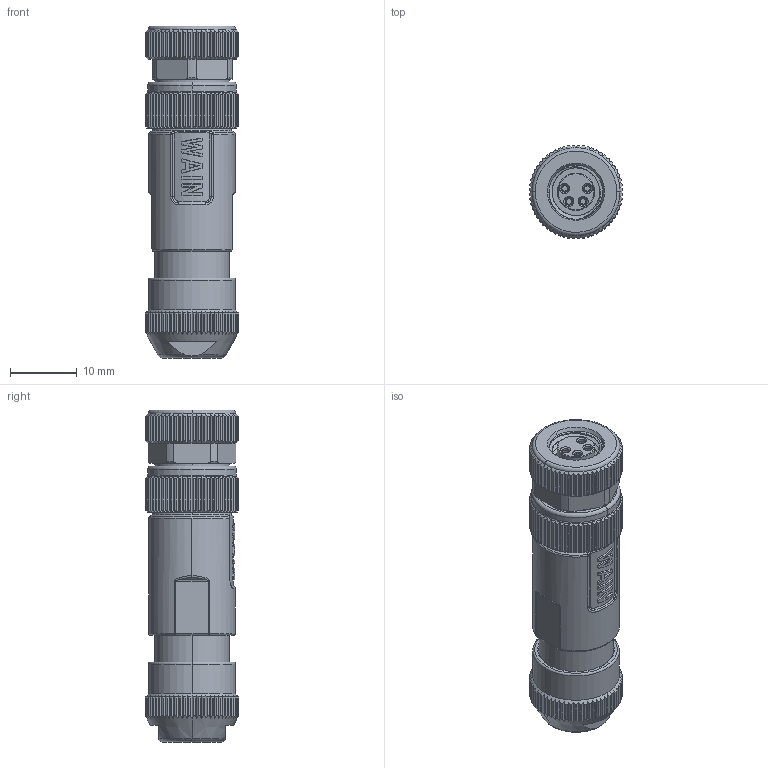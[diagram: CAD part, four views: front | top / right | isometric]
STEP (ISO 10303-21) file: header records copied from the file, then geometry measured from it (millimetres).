
FILE_DESCRIPTION((''),'2;1');
FILE_NAME('M8-F04-T-D5_5-SH_ASM_SW0002','2020-12-16T',('tc.chen'),(''),'PRO/ENGINEER BY PARAMETRIC TECHNOLOGY CORPORATION, 2012480','PRO/ENGINEER BY PARAMETRIC TECHNOLOGY CORPORATION, 2012480','');
FILE_SCHEMA(('AUTOMOTIVE_DESIGN { 1 0 10303 214 1 1 1 1 }'));
Length unit declared in the file: millimetre
Products named in the file (1): M8-F04-T-D5_5-SH_ASM_SW0002
Bounding box: 13.99 x 13.99 x 49.8 mm (x, y, z)
Volume: 6333 mm3; surface area: 3096.7 mm2
Topology: 1 solids, 1 shells, 869 faces, 2505 edges, 1664 vertices
Faces by surface type: plane 430, cylinder 235, cone 122, bspline 48, torus 32, sphere 2
Entity records: 49282 total; most frequent: CARTESIAN_POINT 12993, ORIENTED_EDGE 5006, DIRECTION 3903, PRESENTATION_STYLE_ASSIGNMENT 3373, STYLED_ITEM 2522, CURVE_STYLE 2503, EDGE_CURVE 2503, VERTEX_POINT 1664
